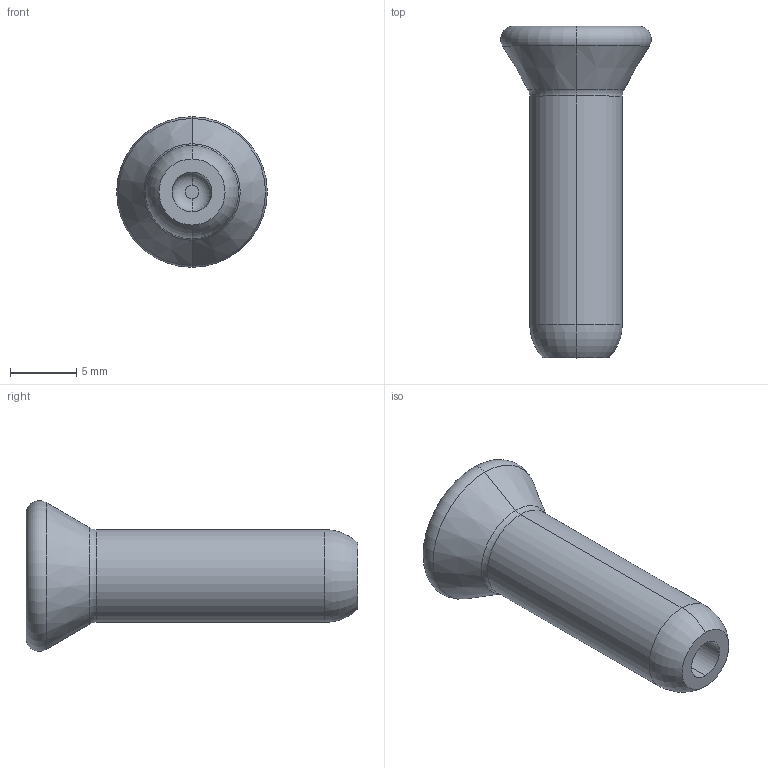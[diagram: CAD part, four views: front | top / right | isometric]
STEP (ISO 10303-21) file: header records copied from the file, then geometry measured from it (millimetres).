
FILE_DESCRIPTION (( 'STEP AP203' ), '1' );
FILE_NAME ('C-30-MR-8.STEP', '2006-06-08T00:08:10', ( ' ' ), ( ' ' ), 'SwSTEP 2.0', 'SolidWorks 2005204', '' );
FILE_SCHEMA (( 'CONFIG_CONTROL_DESIGN' ));
Length unit declared in the file: millimetre
Products named in the file (1): C-30-MR-8
Bounding box: 11.34 x 25 x 11.34 mm (x, y, z)
Volume: 971.9 mm3; surface area: 916.2 mm2
Topology: 1 solids, 1 shells, 17 faces, 32 edges, 18 vertices
Faces by surface type: torus 8, cylinder 4, plane 3, cone 2
Entity records: 509 total; most frequent: DIRECTION 94, CARTESIAN_POINT 68, ORIENTED_EDGE 64, AXIS2_PLACEMENT_3D 44, EDGE_CURVE 32, CIRCLE 26, VERTEX_POINT 18, EDGE_LOOP 18
